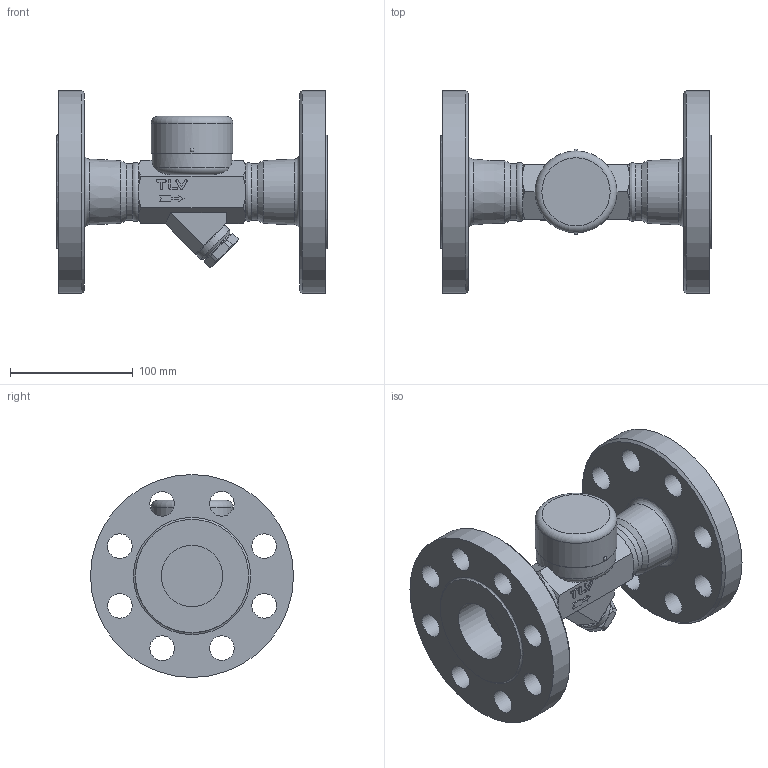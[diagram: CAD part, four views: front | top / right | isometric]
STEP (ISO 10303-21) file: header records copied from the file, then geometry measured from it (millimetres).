
FILE_DESCRIPTION((''),'2;1');
FILE_NAME('a46sw-050-a0300-00.stp','2010-06-10T16:42:23',('nakaot'),(''),'Autodesk Inventor 2008','Autodesk Inventor 2008','');
FILE_SCHEMA(('AUTOMOTIVE_DESIGN { 1 0 10303 214 1 1 1 1 }'));
Length unit declared in the file: millimetre
Products named in the file (1): a46sw-050-a0300-00
Bounding box: 220 x 165 x 165 mm (x, y, z)
Volume: 1201767.2 mm3; surface area: 164228.4 mm2
Topology: 1 solids, 1 shells, 157 faces, 406 edges, 262 vertices
Faces by surface type: plane 64, bspline 36, cylinder 30, cone 22, torus 4, sphere 1
Full cylindrical faces by diameter (mm): 20 x8, 29 x1, 34 x1, 46 x1, 50 x1, 65 x1, 66.5 x1, 165 x1
Entity records: 5263 total; most frequent: CARTESIAN_POINT 1863, ORIENTED_EDGE 678, DIRECTION 657, EDGE_CURVE 339, AXIS2_PLACEMENT_3D 260, EDGE_LOOP 246, VERTEX_POINT 241, FACE_OUTER_BOUND 157
